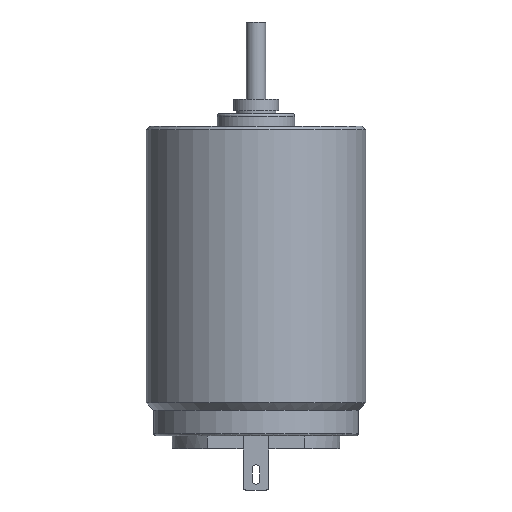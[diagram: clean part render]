
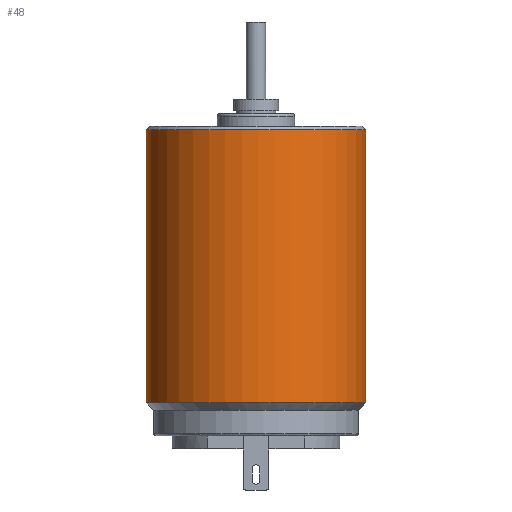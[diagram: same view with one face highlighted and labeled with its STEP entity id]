
A CAD part, front view. The second image highlights one B-rep face of the part: STEP entity #48.
In plain terms, the highlighted free-form (B-spline) face has degree [2, 1] with [5, 2] control points.
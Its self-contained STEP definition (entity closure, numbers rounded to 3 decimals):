
#48=ADVANCED_FACE('',(#139),#1113,.T.);
#139=FACE_OUTER_BOUND('',#240,.T.);
#240=EDGE_LOOP('',(#399,#400,#401,#402));
#399=ORIENTED_EDGE('',*,*,#794,.F.);
#400=ORIENTED_EDGE('',*,*,#797,.T.);
#401=ORIENTED_EDGE('',*,*,#796,.F.);
#402=ORIENTED_EDGE('',*,*,#798,.F.);
#794=EDGE_CURVE('',#997,#996,#1202,.T.);
#796=EDGE_CURVE('',#995,#998,#1203,.T.);
#797=EDGE_CURVE('',#997,#998,#1364,.T.);
#798=EDGE_CURVE('',#996,#995,#1365,.T.);
#995=VERTEX_POINT('',#2835);
#996=VERTEX_POINT('',#2836);
#997=VERTEX_POINT('',#2837);
#998=VERTEX_POINT('',#2838);
#1113=(
BOUNDED_SURFACE()
B_SPLINE_SURFACE(2,1,((#2313,#2314),(#2315,#2316),(#2317,#2318),(#2319,#2320),
(#2321,#2322)),.UNSPECIFIED.,.F.,.F.,.F.)
B_SPLINE_SURFACE_WITH_KNOTS((3,2,3),(2,2),(1.571,3.142,
4.712),(2.12,23.32),.UNSPECIFIED.)
GEOMETRIC_REPRESENTATION_ITEM()
RATIONAL_B_SPLINE_SURFACE(((1.,1.),(0.707,0.707),
(1.,1.),(0.707,0.707),(1.,1.)))
REPRESENTATION_ITEM('')
SURFACE()
);
#1202=B_SPLINE_CURVE_WITH_KNOTS('',1,(#1692,#1693),.UNSPECIFIED.,.F.,.F.,
(2,2),(-21.2,0.),.UNSPECIFIED.);
#1203=B_SPLINE_CURVE_WITH_KNOTS('',1,(#1699,#1700),.UNSPECIFIED.,.F.,.F.,
(2,2),(0.,21.2),.UNSPECIFIED.);
#1364=(
BOUNDED_CURVE()
B_SPLINE_CURVE(2,(#1701,#1702,#1703,#1704,#1705),.UNSPECIFIED.,.F.,.F.)
B_SPLINE_CURVE_WITH_KNOTS((3,2,3),(0.,13.352,26.704),
.UNSPECIFIED.)
CURVE()
GEOMETRIC_REPRESENTATION_ITEM()
RATIONAL_B_SPLINE_CURVE((1.,0.707,1.,0.707,1.))
REPRESENTATION_ITEM('')
);
#1365=(
BOUNDED_CURVE()
B_SPLINE_CURVE(2,(#1706,#1707,#1708,#1709,#1710),.UNSPECIFIED.,.F.,.F.)
B_SPLINE_CURVE_WITH_KNOTS((3,2,3),(0.,13.352,26.704),
.UNSPECIFIED.)
CURVE()
GEOMETRIC_REPRESENTATION_ITEM()
RATIONAL_B_SPLINE_CURVE((1.,0.707,1.,0.707,1.))
REPRESENTATION_ITEM('')
);
#1692=CARTESIAN_POINT('',(-8.5,0.,-24.));
#1693=CARTESIAN_POINT('',(-8.5,0.,-2.8));
#1699=CARTESIAN_POINT('',(8.5,0.,-2.8));
#1700=CARTESIAN_POINT('',(8.5,0.,-24.));
#1701=CARTESIAN_POINT('',(-8.5,0.,-24.));
#1702=CARTESIAN_POINT('',(-8.5,-8.5,-24.));
#1703=CARTESIAN_POINT('',(0.,-8.5,-24.));
#1704=CARTESIAN_POINT('',(8.5,-8.5,-24.));
#1705=CARTESIAN_POINT('',(8.5,0.,-24.));
#1706=CARTESIAN_POINT('',(-8.5,0.,-2.8));
#1707=CARTESIAN_POINT('',(-8.5,-8.5,-2.8));
#1708=CARTESIAN_POINT('',(0.,-8.5,-2.8));
#1709=CARTESIAN_POINT('',(8.5,-8.5,-2.8));
#1710=CARTESIAN_POINT('',(8.5,0.,-2.8));
#2313=CARTESIAN_POINT('',(-8.5,0.,-24.));
#2314=CARTESIAN_POINT('',(-8.5,0.,-2.8));
#2315=CARTESIAN_POINT('',(-8.5,-8.5,-24.));
#2316=CARTESIAN_POINT('',(-8.5,-8.5,-2.8));
#2317=CARTESIAN_POINT('',(0.,-8.5,-24.));
#2318=CARTESIAN_POINT('',(0.,-8.5,-2.8));
#2319=CARTESIAN_POINT('',(8.5,-8.5,-24.));
#2320=CARTESIAN_POINT('',(8.5,-8.5,-2.8));
#2321=CARTESIAN_POINT('',(8.5,0.,-24.));
#2322=CARTESIAN_POINT('',(8.5,0.,-2.8));
#2835=CARTESIAN_POINT('',(8.5,0.,-2.8));
#2836=CARTESIAN_POINT('',(-8.5,0.,-2.8));
#2837=CARTESIAN_POINT('',(-8.5,0.,-24.));
#2838=CARTESIAN_POINT('',(8.5,0.,-24.));
